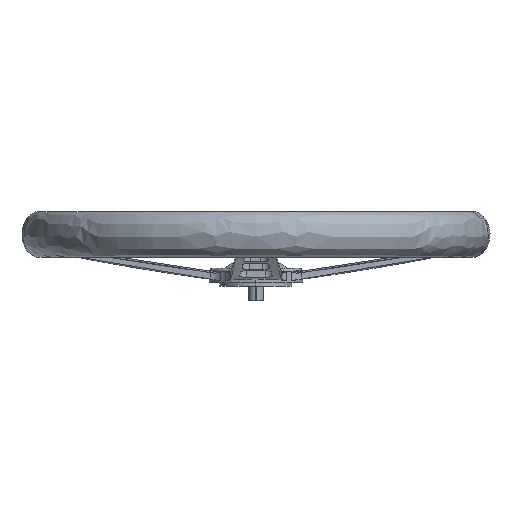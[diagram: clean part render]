
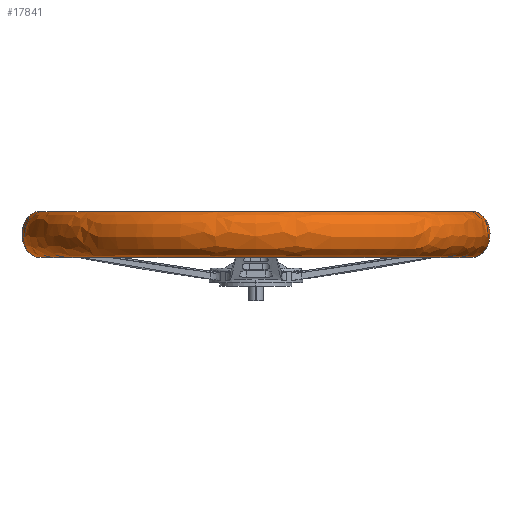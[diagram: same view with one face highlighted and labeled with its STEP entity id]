
A CAD part, top view. The second image highlights one B-rep face of the part: STEP entity #17841.
In plain terms, the highlighted free-form (B-spline) face has degree [3, 3] with [4, 4] control points.
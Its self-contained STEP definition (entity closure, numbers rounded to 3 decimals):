
#923 = EDGE_CURVE ( 'NONE', #7884, #3049, #6747, .T. ) ;
#959 = CARTESIAN_POINT ( 'NONE',  ( 0., 31.61, 152.742 ) ) ;
#1317 = CARTESIAN_POINT ( 'NONE',  ( -172.601, 25.895, 0. ) ) ;
#1377 = CARTESIAN_POINT ( 'NONE',  ( -152.742, 31.61, 0. ) ) ;
#1495 = CARTESIAN_POINT ( 'NONE',  ( 172.601, 25.895, 345.202 ) ) ;
#1681 = CARTESIAN_POINT ( 'NONE',  ( 172.601, 25.895, 0. ) ) ;
#1792 = VERTEX_POINT ( 'NONE', #15834 ) ;
#2377 = DIRECTION ( 'NONE',  ( 0., 0., -1. ) ) ;
#2412 = AXIS2_PLACEMENT_3D ( 'NONE', #9240, #16102, #2377 ) ;
#2940 = FACE_OUTER_BOUND ( 'NONE', #13866, .T. ) ;
#3049 = VERTEX_POINT ( 'NONE', #15281 ) ;
#3238 = CIRCLE ( 'NONE', #8125, 152.742 ) ;
#3359 = ORIENTED_EDGE ( 'NONE', *, *, #11528, .F. ) ;
#3843 = EDGE_CURVE ( 'NONE', #3049, #1792, #5879, .T. ) ;
#4212 = CARTESIAN_POINT ( 'NONE',  ( 170.355, 0., 0. ) ) ;
#4295 = AXIS2_PLACEMENT_3D ( 'NONE', #10855, #10772, #6606 ) ;
#4301 = ORIENTED_EDGE ( 'NONE', *, *, #17286, .F. ) ;
#4303 = CARTESIAN_POINT ( 'NONE',  ( 152.742, 31.61, 305.484 ) ) ;
#5022 = ORIENTED_EDGE ( 'NONE', *, *, #3843, .F. ) ;
#5197 = DIRECTION ( 'NONE',  ( -1., 0., 0. ) ) ;
#5450 = CARTESIAN_POINT ( 'NONE',  ( -150., 0., 0. ) ) ;
#5480 = CARTESIAN_POINT ( 'NONE',  ( -170.355, 0., 340.71 ) ) ;
#5879 = CIRCLE ( 'NONE', #2412, 150. ) ;
#6010 =( BOUNDED_SURFACE ( )  B_SPLINE_SURFACE ( 3, 3, ( 
 ( #14939, #16661, #7087, #15295 ),
 ( #4212, #9714, #5480, #13596 ),
 ( #6814, #1495, #12241, #1317 ),
 ( #8441, #4303, #10981, #15114 ) ),
 .UNSPECIFIED., .F., .F., .F. ) 
 B_SPLINE_SURFACE_WITH_KNOTS ( ( 4, 4 ),
 ( 4, 4 ),
 ( 0., 1. ),
 ( 0., 1. ),
 .UNSPECIFIED. ) 
 GEOMETRIC_REPRESENTATION_ITEM ( )  RATIONAL_B_SPLINE_SURFACE ( (
 ( 1., 0.333, 0.333, 1.),
 ( 0.407, 0.136, 0.136, 0.407),
 ( 0.407, 0.136, 0.136, 0.407),
 ( 1., 0.333, 0.333, 1.) ) ) 
 REPRESENTATION_ITEM ( '' )  SURFACE ( )  );
#6371 = VERTEX_POINT ( 'NONE', #959 ) ;
#6606 = DIRECTION ( 'NONE',  ( 0., 0., -1. ) ) ;
#6747 =( BOUNDED_CURVE ( )  B_SPLINE_CURVE ( 3, ( #14221, #1681, #12601, #12968 ),
 .UNSPECIFIED., .F., .T. ) 
 B_SPLINE_CURVE_WITH_KNOTS ( ( 4, 4 ),
 ( 0., 1. ),
 .UNSPECIFIED. ) 
 CURVE ( )  GEOMETRIC_REPRESENTATION_ITEM ( )  RATIONAL_B_SPLINE_CURVE ( ( 1., 0.407, 0.407, 1. ) ) 
 REPRESENTATION_ITEM ( '' )  );
#6814 = CARTESIAN_POINT ( 'NONE',  ( 172.601, 25.895, 0. ) ) ;
#6847 = CARTESIAN_POINT ( 'NONE',  ( 152.742, 31.61, 0. ) ) ;
#6860 = CIRCLE ( 'NONE', #4295, 152.742 ) ;
#7087 = CARTESIAN_POINT ( 'NONE',  ( -150., 0., 300. ) ) ;
#7121 = CARTESIAN_POINT ( 'NONE',  ( -152.742, 31.61, 0. ) ) ;
#7265 =( BOUNDED_CURVE ( )  B_SPLINE_CURVE ( 3, ( #5450, #10953, #13747, #1377 ),
 .UNSPECIFIED., .F., .T. ) 
 B_SPLINE_CURVE_WITH_KNOTS ( ( 4, 4 ),
 ( 0., 1. ),
 .UNSPECIFIED. ) 
 CURVE ( )  GEOMETRIC_REPRESENTATION_ITEM ( )  RATIONAL_B_SPLINE_CURVE ( ( 1., 0.407, 0.407, 1. ) ) 
 REPRESENTATION_ITEM ( '' )  );
#7547 = EDGE_CURVE ( 'NONE', #7884, #6371, #6860, .T. ) ;
#7844 = VERTEX_POINT ( 'NONE', #7121 ) ;
#7884 = VERTEX_POINT ( 'NONE', #6847 ) ;
#8125 = AXIS2_PLACEMENT_3D ( 'NONE', #12138, #8242, #5197 ) ;
#8242 = DIRECTION ( 'NONE',  ( 0., 1., 0. ) ) ;
#8441 = CARTESIAN_POINT ( 'NONE',  ( 152.742, 31.61, 0. ) ) ;
#9240 = CARTESIAN_POINT ( 'NONE',  ( 0., 0., 0. ) ) ;
#9714 = CARTESIAN_POINT ( 'NONE',  ( 170.355, 0., 340.71 ) ) ;
#10772 = DIRECTION ( 'NONE',  ( 0., -1., 0. ) ) ;
#10855 = CARTESIAN_POINT ( 'NONE',  ( 0., 31.61, 0. ) ) ;
#10953 = CARTESIAN_POINT ( 'NONE',  ( -170.355, 0., 0. ) ) ;
#10981 = CARTESIAN_POINT ( 'NONE',  ( -152.742, 31.61, 305.484 ) ) ;
#11528 = EDGE_CURVE ( 'NONE', #7844, #6371, #3238, .T. ) ;
#12138 = CARTESIAN_POINT ( 'NONE',  ( 0., 31.61, 0. ) ) ;
#12241 = CARTESIAN_POINT ( 'NONE',  ( -172.601, 25.895, 345.202 ) ) ;
#12601 = CARTESIAN_POINT ( 'NONE',  ( 170.355, 0., 0. ) ) ;
#12807 = ORIENTED_EDGE ( 'NONE', *, *, #923, .F. ) ;
#12968 = CARTESIAN_POINT ( 'NONE',  ( 150., 0., 0. ) ) ;
#13596 = CARTESIAN_POINT ( 'NONE',  ( -170.355, 0., 0. ) ) ;
#13747 = CARTESIAN_POINT ( 'NONE',  ( -172.601, 25.895, 0. ) ) ;
#13866 = EDGE_LOOP ( 'NONE', ( #17293, #3359, #4301, #5022, #12807 ) ) ;
#14221 = CARTESIAN_POINT ( 'NONE',  ( 152.742, 31.61, 0. ) ) ;
#14939 = CARTESIAN_POINT ( 'NONE',  ( 150., 0., 0. ) ) ;
#15114 = CARTESIAN_POINT ( 'NONE',  ( -152.742, 31.61, 0. ) ) ;
#15281 = CARTESIAN_POINT ( 'NONE',  ( 150., 0., 0. ) ) ;
#15295 = CARTESIAN_POINT ( 'NONE',  ( -150., 0., 0. ) ) ;
#15834 = CARTESIAN_POINT ( 'NONE',  ( -150., 0., 0. ) ) ;
#16102 = DIRECTION ( 'NONE',  ( 0., -1., 0. ) ) ;
#16661 = CARTESIAN_POINT ( 'NONE',  ( 150., 0., 300. ) ) ;
#17286 = EDGE_CURVE ( 'NONE', #1792, #7844, #7265, .T. ) ;
#17293 = ORIENTED_EDGE ( 'NONE', *, *, #7547, .T. ) ;
#17841 = ADVANCED_FACE ( 'NONE', ( #2940 ), #6010, .T. ) ;
